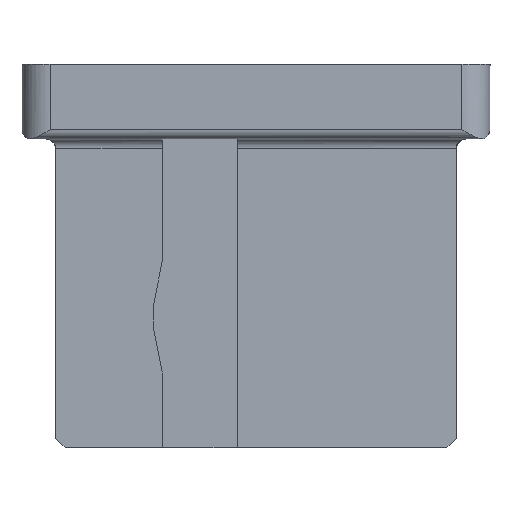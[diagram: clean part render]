
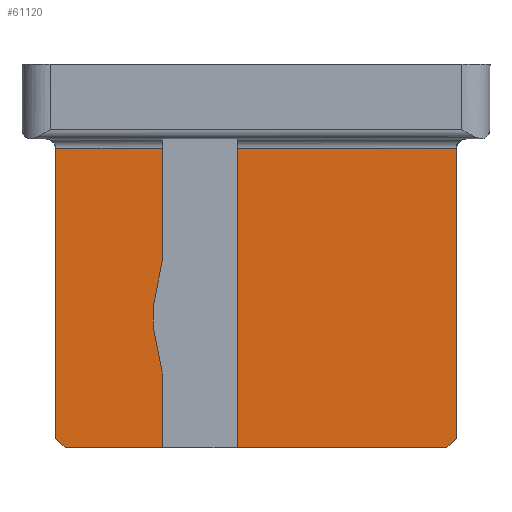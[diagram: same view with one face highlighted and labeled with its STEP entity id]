
A CAD part, left-side view. The second image highlights one B-rep face of the part: STEP entity #61120.
In plain terms, the highlighted planar face has unit normal (-1, 0, 0).
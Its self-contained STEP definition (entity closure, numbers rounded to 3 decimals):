
#3000=CARTESIAN_POINT('',(0.953,6.328,0.));
#3010=DIRECTION('',(0.,0.707,-0.707));
#3020=VECTOR('',#3010,1.);
#3030=LINE('',#3000,#3020);
#3040=CARTESIAN_POINT('',(0.953,-1.512,
7.841));
#3050=VERTEX_POINT('',#3040);
#3060=CARTESIAN_POINT('',(0.953,-1.412,
7.741));
#3070=VERTEX_POINT('',#3060);
#3080=EDGE_CURVE('',#3050,#3070,#3030,.T.);
#19530=CARTESIAN_POINT('',(0.953,2.668,
7.741));
#19540=VERTEX_POINT('',#19530);
#19570=CARTESIAN_POINT('',(0.953,0.,7.741));
#19580=DIRECTION('',(-0.,-1.,-0.));
#19590=VECTOR('',#19580,1.);
#19600=LINE('',#19570,#19590);
#19610=EDGE_CURVE('',#19540,#3070,#19600,.T.);
#26560=CARTESIAN_POINT('',(0.953,2.768,10.941));
#26570=VERTEX_POINT('',#26560);
#28020=CARTESIAN_POINT('',(0.953,1.628,0.));
#28030=DIRECTION('',(0.,0.,1.));
#28040=VECTOR('',#28030,1.);
#28050=LINE('',#28020,#28040);
#28060=CARTESIAN_POINT('',(0.953,1.628,
7.841));
#28070=VERTEX_POINT('',#28060);
#28080=CARTESIAN_POINT('',(0.953,1.628,
8.541));
#28090=VERTEX_POINT('',#28080);
#28100=EDGE_CURVE('',#28070,#28090,#28050,.T.);
#31410=CARTESIAN_POINT('',(0.953,-0.081,0.));
#31420=DIRECTION('',(0.,0.196,0.981));
#31430=VECTOR('',#31420,1.);
#31440=LINE('',#31410,#31430);
#31450=CARTESIAN_POINT('',(0.953,1.728,
9.041));
#31460=VERTEX_POINT('',#31450);
#31470=EDGE_CURVE('',#28090,#31460,#31440,.T.);
#33190=CARTESIAN_POINT('',(0.953,-5.073,0.));
#33200=DIRECTION('',(-0.,-0.707,-0.707));
#33210=VECTOR('',#33200,1.);
#33220=LINE('',#33190,#33210);
#33230=CARTESIAN_POINT('',(0.953,2.768,
7.841));
#33240=VERTEX_POINT('',#33230);
#33250=EDGE_CURVE('',#33240,#19540,#33220,.T.);
#36750=CARTESIAN_POINT('',(0.953,-1.512,0.));
#36760=DIRECTION('',(-0.,0.,-1.));
#36770=VECTOR('',#36760,1.);
#36780=LINE('',#36750,#36770);
#36790=CARTESIAN_POINT('',(0.953,-1.512,10.941));
#36800=VERTEX_POINT('',#36790);
#36810=EDGE_CURVE('',#36800,#3050,#36780,.T.);
#48420=CARTESIAN_POINT('',(0.953,1.628,10.941));
#48430=VERTEX_POINT('',#48420);
#48460=CARTESIAN_POINT('',(0.953,1.565,10.941));
#48470=DIRECTION('',(0.,1.,0.));
#48480=VECTOR('',#48470,1.);
#48490=LINE('',#48460,#48480);
#48500=EDGE_CURVE('',#48430,#26570,#48490,.T.);
#48690=CARTESIAN_POINT('',(0.953,0.828,0.));
#48700=DIRECTION('',(-0.,0.,-1.));
#48710=VECTOR('',#48700,1.);
#48720=LINE('',#48690,#48710);
#48730=CARTESIAN_POINT('',(0.953,0.828,10.941));
#48740=VERTEX_POINT('',#48730);
#48750=CARTESIAN_POINT('',(0.953,0.828,
7.841));
#48760=VERTEX_POINT('',#48750);
#48770=EDGE_CURVE('',#48740,#48760,#48720,.T.);
#49090=CARTESIAN_POINT('',(0.953,0.,7.841));
#49100=DIRECTION('',(-0.,-1.,-0.));
#49110=VECTOR('',#49100,1.);
#49120=LINE('',#49090,#49110);
#49130=EDGE_CURVE('',#28070,#48760,#49120,.T.);
#49600=CARTESIAN_POINT('',(0.953,-1.705,10.941));
#49610=DIRECTION('',(0.,1.,0.));
#49620=VECTOR('',#49610,1.);
#49630=LINE('',#49600,#49620);
#49640=EDGE_CURVE('',#36800,#48740,#49630,.T.);
#50120=CARTESIAN_POINT('',(0.953,1.628,
9.741));
#50130=VERTEX_POINT('',#50120);
#50160=CARTESIAN_POINT('',(0.953,1.628,0.));
#50170=DIRECTION('',(0.,0.,1.));
#50180=VECTOR('',#50170,1.);
#50190=LINE('',#50160,#50180);
#50200=EDGE_CURVE('',#50130,#48430,#50190,.T.);
#50390=CARTESIAN_POINT('',(0.953,1.728,0.));
#50400=DIRECTION('',(0.,0.,1.));
#50410=VECTOR('',#50400,1.);
#50420=LINE('',#50390,#50410);
#50430=CARTESIAN_POINT('',(0.953,1.728,
9.241));
#50440=VERTEX_POINT('',#50430);
#50450=EDGE_CURVE('',#31460,#50440,#50420,.T.);
#50700=CARTESIAN_POINT('',(0.953,3.576,0.));
#50710=DIRECTION('',(0.,-0.196,0.981));
#50720=VECTOR('',#50710,1.);
#50730=LINE('',#50700,#50720);
#50740=EDGE_CURVE('',#50440,#50130,#50730,.T.);
#60740=CARTESIAN_POINT('',(0.953,2.768,0.));
#60750=DIRECTION('',(0.,0.,1.));
#60760=VECTOR('',#60750,1.);
#60770=LINE('',#60740,#60760);
#60780=EDGE_CURVE('',#33240,#26570,#60770,.T.);
#60910=CARTESIAN_POINT('',(0.953,-1.623,
11.024));
#60920=DIRECTION('',(-1.,0.,0.));
#60930=DIRECTION('',(0.,1.,0.));
#60940=AXIS2_PLACEMENT_3D('',#60910,#60920,#60930);
#60950=PLANE('',#60940);
#60960=ORIENTED_EDGE('',*,*,#33250,.T.);
#60970=ORIENTED_EDGE('',*,*,#60780,.F.);
#60980=ORIENTED_EDGE('',*,*,#48500,.T.);
#60990=ORIENTED_EDGE('',*,*,#50200,.T.);
#61000=ORIENTED_EDGE('',*,*,#50740,.T.);
#61010=ORIENTED_EDGE('',*,*,#50450,.T.);
#61020=ORIENTED_EDGE('',*,*,#31470,.T.);
#61030=ORIENTED_EDGE('',*,*,#28100,.T.);
#61040=ORIENTED_EDGE('',*,*,#49130,.F.);
#61050=ORIENTED_EDGE('',*,*,#48770,.T.);
#61060=ORIENTED_EDGE('',*,*,#49640,.T.);
#61070=ORIENTED_EDGE('',*,*,#36810,.F.);
#61080=ORIENTED_EDGE('',*,*,#3080,.F.);
#61090=ORIENTED_EDGE('',*,*,#19610,.T.);
#61100=EDGE_LOOP('',(#61090,#61080,#61070,#61060,#61050,#61040,#61030,
#61020,#61010,#61000,#60990,#60980,#60970,#60960));
#61110=FACE_OUTER_BOUND('',#61100,.T.);
#61120=ADVANCED_FACE('',(#61110),#60950,.T.);
